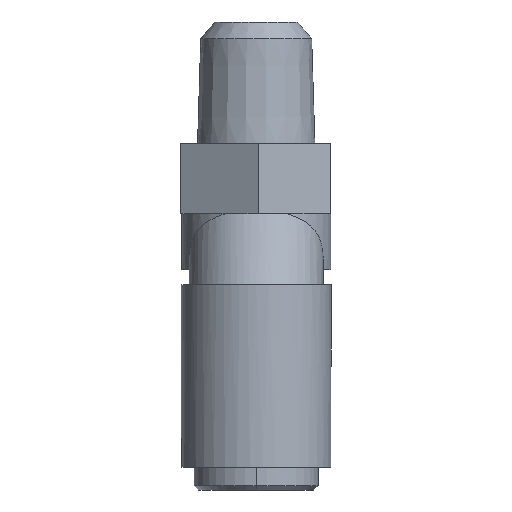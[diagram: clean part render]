
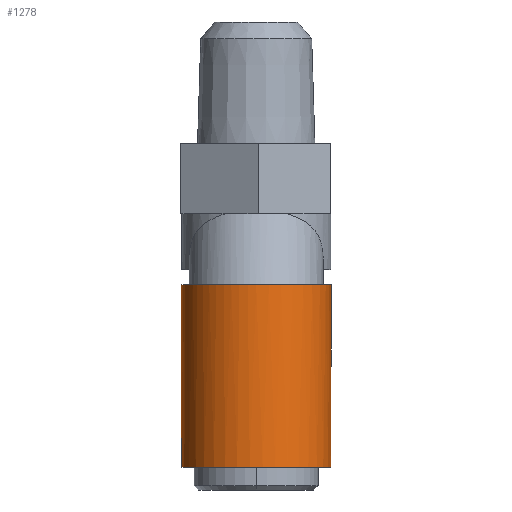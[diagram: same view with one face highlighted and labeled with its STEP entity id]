
A CAD part, left-side view. The second image highlights one B-rep face of the part: STEP entity #1278.
In plain terms, the highlighted cylindrical face has radius 8.75 mm (diameter 17.501 mm), a partial arc.
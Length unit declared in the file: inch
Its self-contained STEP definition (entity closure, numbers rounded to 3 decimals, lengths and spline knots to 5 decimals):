
#25=DIRECTION('',(0.,0.,-1.));
#26=VECTOR('',#25,0.518);
#27=CARTESIAN_POINT('',(-0.19118,0.,0.));
#28=LINE('',#27,#26);
#292=CARTESIAN_POINT('',(-0.689,0.3085,0.));
#321=CARTESIAN_POINT('',(-0.3445,0.3085,0.));
#322=DIRECTION('',(0.,0.,-1.));
#323=DIRECTION('',(-1.,0.,0.));
#324=AXIS2_PLACEMENT_3D('',#321,#322,#323);
#331=CARTESIAN_POINT('',(-0.3445,0.3085,0.));
#332=DIRECTION('',(0.,0.,-1.));
#333=DIRECTION('',(0.445,-0.896,0.));
#334=AXIS2_PLACEMENT_3D('',#331,#332,#333);
#341=DIRECTION('',(0.,0.,-1.));
#342=VECTOR('',#341,0.321);
#343=CARTESIAN_POINT('',(-0.07136,0.09856,-0.518));
#344=LINE('',#343,#342);
#375=CARTESIAN_POINT('',(-0.3445,0.3085,-0.839));
#376=DIRECTION('',(0.,0.,-1.));
#377=DIRECTION('',(0.793,-0.609,0.));
#378=AXIS2_PLACEMENT_3D('',#375,#376,#377);
#531=CARTESIAN_POINT('',(-0.3445,0.3085,-0.518));
#532=DIRECTION('',(0.,0.,-1.));
#533=DIRECTION('',(0.793,-0.609,0.));
#534=AXIS2_PLACEMENT_3D('',#531,#532,#533);
#536=CARTESIAN_POINT('',(-0.3445,0.3085,-0.518));
#537=DIRECTION('',(0.,0.,-1.));
#538=DIRECTION('',(0.445,0.896,0.));
#539=AXIS2_PLACEMENT_3D('',#536,#537,#538);
#567=DIRECTION('',(0.,0.,-1.));
#568=VECTOR('',#567,0.518);
#569=CARTESIAN_POINT('',(-0.19118,0.617,0.));
#570=LINE('',#569,#568);
#649=DIRECTION('',(0.,0.,-1.));
#650=VECTOR('',#649,0.321);
#651=CARTESIAN_POINT('',(-0.07136,0.51844,-0.518));
#652=LINE('',#651,#650);
#657=VERTEX_POINT('',#292);
#662=CARTESIAN_POINT('',(-0.19118,0.,0.));
#664=VERTEX_POINT('',#662);
#667=CARTESIAN_POINT('',(-0.19118,0.617,0.));
#668=VERTEX_POINT('',#667);
#674=CARTESIAN_POINT('',(-0.19118,0.,-0.518));
#676=VERTEX_POINT('',#674);
#678=CARTESIAN_POINT('',(-0.19118,0.617,-0.518));
#680=VERTEX_POINT('',#678);
#685=CARTESIAN_POINT('',(-0.07136,0.09856,-0.518));
#686=VERTEX_POINT('',#685);
#687=CARTESIAN_POINT('',(-0.07136,0.51844,-0.518));
#688=VERTEX_POINT('',#687);
#753=CARTESIAN_POINT('',(-0.07136,0.09856,-0.839));
#754=VERTEX_POINT('',#753);
#755=CARTESIAN_POINT('',(-0.07136,0.51844,-0.839));
#756=VERTEX_POINT('',#755);
#1256=CARTESIAN_POINT('',(-0.3445,0.3085,0.));
#1257=DIRECTION('',(0.,0.,-1.));
#1258=DIRECTION('',(-1.,0.,0.));
#1259=AXIS2_PLACEMENT_3D('',#1256,#1257,#1258);
#1260=CYLINDRICAL_SURFACE('',#1259,0.3445);
#1262=ORIENTED_EDGE('',*,*,#1261,.T.);
#1264=ORIENTED_EDGE('',*,*,#1263,.F.);
#1266=ORIENTED_EDGE('',*,*,#1265,.F.);
#1268=ORIENTED_EDGE('',*,*,#1267,.F.);
#1269=ORIENTED_EDGE('',*,*,#1210,.F.);
#1270=ORIENTED_EDGE('',*,*,#1236,.F.);
#1271=ORIENTED_EDGE('',*,*,#826,.T.);
#1273=ORIENTED_EDGE('',*,*,#1272,.F.);
#1275=ORIENTED_EDGE('',*,*,#1274,.T.);
#1276=EDGE_LOOP('',(#1262,#1264,#1266,#1268,#1269,#1270,#1271,#1273,#1275));
#1277=FACE_OUTER_BOUND('',#1276,.F.);
#1278=ADVANCED_FACE('',(#1277),#1260,.T.);
#325=CIRCLE('',#324,0.3445);
#335=CIRCLE('',#334,0.3445);
#379=CIRCLE('',#378,0.3445);
#535=CIRCLE('',#534,0.3445);
#540=CIRCLE('',#539,0.3445);
#826=EDGE_CURVE('',#664,#676,#28,.T.);
#1210=EDGE_CURVE('',#657,#668,#325,.T.);
#1236=EDGE_CURVE('',#664,#657,#335,.T.);
#1261=EDGE_CURVE('',#754,#756,#379,.T.);
#1263=EDGE_CURVE('',#688,#756,#652,.T.);
#1265=EDGE_CURVE('',#680,#688,#540,.T.);
#1267=EDGE_CURVE('',#668,#680,#570,.T.);
#1272=EDGE_CURVE('',#686,#676,#535,.T.);
#1274=EDGE_CURVE('',#686,#754,#344,.T.);
